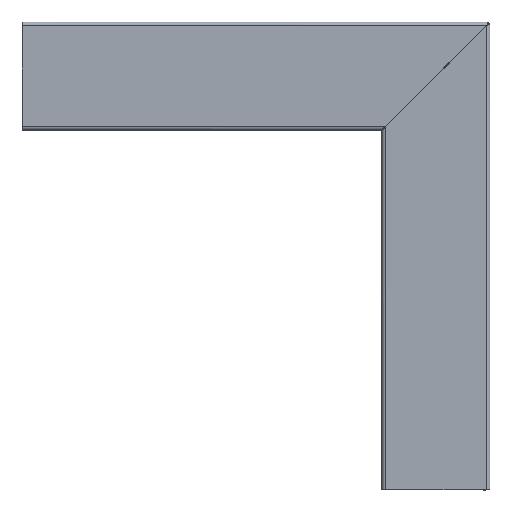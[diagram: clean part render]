
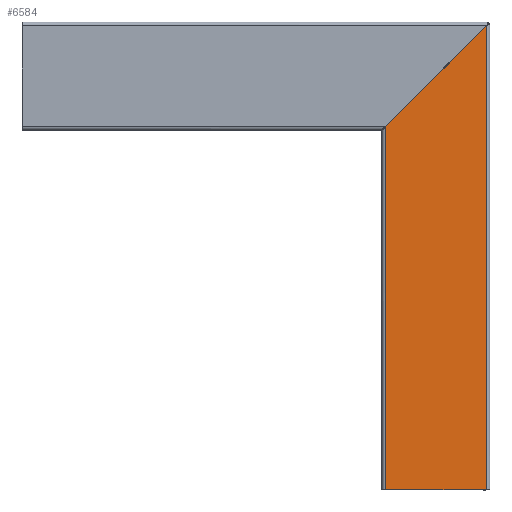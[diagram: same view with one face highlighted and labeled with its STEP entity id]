
A CAD part, front view. The second image highlights one B-rep face of the part: STEP entity #6584.
In plain terms, the highlighted planar face has unit normal (0, -1, 0).
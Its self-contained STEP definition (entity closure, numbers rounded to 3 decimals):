
#1077 = CARTESIAN_POINT ( 'NONE',  ( 240.262, -85., 151.238 ) ) ;
#1454 = VECTOR ( 'NONE', #9156, 1000. ) ;
#1491 = EDGE_CURVE ( 'NONE', #7161, #9964, #8342, .T. ) ;
#1496 = CARTESIAN_POINT ( 'NONE',  ( 3., -85., -86.024 ) ) ;
#1925 = VECTOR ( 'NONE', #15970, 1000. ) ;
#2515 = FACE_OUTER_BOUND ( 'NONE', #15372, .T. ) ;
#2905 = ORIENTED_EDGE ( 'NONE', *, *, #9559, .T. ) ;
#4542 = CARTESIAN_POINT ( 'NONE',  ( 87., -85., -388.5 ) ) ;
#5100 = CARTESIAN_POINT ( 'NONE',  ( 87., -85., 388.5 ) ) ;
#5284 = ORIENTED_EDGE ( 'NONE', *, *, #14490, .F. ) ;
#5535 = LINE ( 'NONE', #13289, #1925 ) ;
#6013 = ORIENTED_EDGE ( 'NONE', *, *, #16620, .F. ) ;
#6584 = ADVANCED_FACE ( 'NONE', ( #2515 ), #6667, .T. ) ;
#6667 = PLANE ( 'NONE',  #16247 ) ;
#6761 = VERTEX_POINT ( 'NONE', #15173 ) ;
#7161 = VERTEX_POINT ( 'NONE', #1496 ) ;
#8018 = LINE ( 'NONE', #11759, #15208 ) ;
#8342 = LINE ( 'NONE', #1077, #8502 ) ;
#8502 = VECTOR ( 'NONE', #12460, 1000. ) ;
#9156 = DIRECTION ( 'NONE',  ( 0., 0., -1. ) ) ;
#9409 = DIRECTION ( 'NONE',  ( 1., 0., 0. ) ) ;
#9559 = EDGE_CURVE ( 'NONE', #7161, #6761, #5535, .T. ) ;
#9666 = ORIENTED_EDGE ( 'NONE', *, *, #1491, .F. ) ;
#9964 = VERTEX_POINT ( 'NONE', #15007 ) ;
#11759 = CARTESIAN_POINT ( 'NONE',  ( 3., -85., -388.5 ) ) ;
#12345 = LINE ( 'NONE', #5100, #1454 ) ;
#12460 = DIRECTION ( 'NONE',  ( 0.707, 0., 0.707 ) ) ;
#13103 = DIRECTION ( 'NONE',  ( -1., 0., 0. ) ) ;
#13289 = CARTESIAN_POINT ( 'NONE',  ( 3., -85., 388.5 ) ) ;
#14490 = EDGE_CURVE ( 'NONE', #9964, #14746, #12345, .T. ) ;
#14746 = VERTEX_POINT ( 'NONE', #4542 ) ;
#15007 = CARTESIAN_POINT ( 'NONE',  ( 87., -85., -2.024 ) ) ;
#15173 = CARTESIAN_POINT ( 'NONE',  ( 3., -85., -388.5 ) ) ;
#15208 = VECTOR ( 'NONE', #13103, 1000. ) ;
#15372 = EDGE_LOOP ( 'NONE', ( #9666, #2905, #6013, #5284 ) ) ;
#15970 = DIRECTION ( 'NONE',  ( 0., 0., -1. ) ) ;
#16127 = CARTESIAN_POINT ( 'NONE',  ( 3., -85., 388.5 ) ) ;
#16247 = AXIS2_PLACEMENT_3D ( 'NONE', #16127, #17463, #9409 ) ;
#16620 = EDGE_CURVE ( 'NONE', #14746, #6761, #8018, .T. ) ;
#17463 = DIRECTION ( 'NONE',  ( 0., -1., 0. ) ) ;
